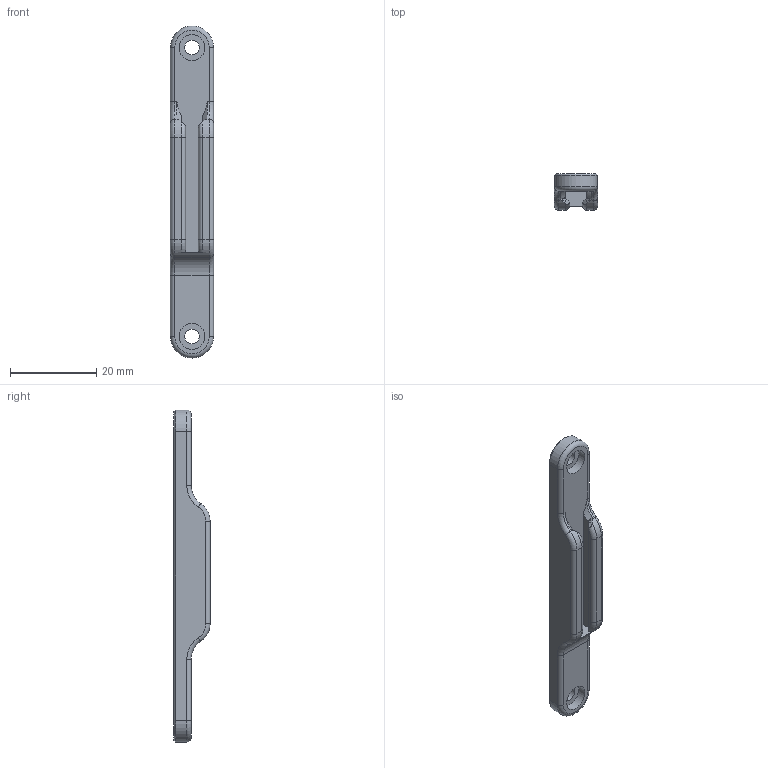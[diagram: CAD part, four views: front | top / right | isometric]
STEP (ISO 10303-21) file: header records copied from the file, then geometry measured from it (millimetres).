
FILE_DESCRIPTION(/* description */ (''),/* implementation_level */ '2;1');
FILE_NAME(/* name */ 'Micron_Spool_Holder.step',/* time_stamp */ '2024-09-06T09:41:02-07:00',/* author */ (''),/* organization */ (''),/* preprocessor_version */ 'ST-DEVELOPER v20',/* originating_system */ 'Autodesk Translation Framework v13.14.0.145',/* authorisation */ '');
FILE_SCHEMA (('AUTOMOTIVE_DESIGN { 1 0 10303 214 3 1 1 }'));
Length unit declared in the file: millimetre
Products named in the file (2): Spool Holder; MountBase
Assembly tree (1 placements, depth 2):
  Spool Holder
    MountBase
Bounding box: 10 x 8.4 x 77 mm (x, y, z)
Volume: 3644.6 mm3; surface area: 2767.5 mm2
Topology: 1 solids, 1 shells, 66 faces, 156 edges, 94 vertices
Faces by surface type: cylinder 20, plane 18, torus 14, bspline 8, cone 6
Full cylindrical faces by diameter (mm): 3.4 x2, 6 x2
Entity records: 2109 total; most frequent: CARTESIAN_POINT 558, DIRECTION 316, ORIENTED_EDGE 312, EDGE_CURVE 156, AXIS2_PLACEMENT_3D 127, VERTEX_POINT 94, EDGE_LOOP 72, FACE_OUTER_BOUND 66
